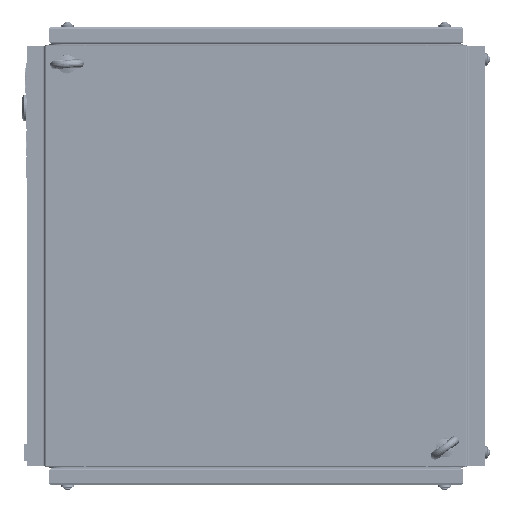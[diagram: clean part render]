
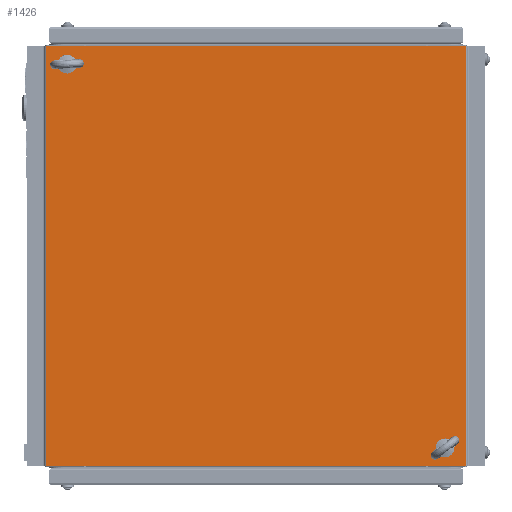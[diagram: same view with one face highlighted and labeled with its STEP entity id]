
A CAD part, front view. The second image highlights one B-rep face of the part: STEP entity #1426.
In plain terms, the highlighted planar face has unit normal (0, -1, 0).
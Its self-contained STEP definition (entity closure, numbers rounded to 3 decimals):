
#1426 = ADVANCED_FACE ( 'NONE', ( #66321, #48678, #72328 ), #2991, .F. ) ;
#2150 = DIRECTION ( 'NONE',  ( 0., -1., 0. ) ) ;
#2400 = LINE ( 'NONE', #71369, #35822 ) ;
#2991 = PLANE ( 'NONE',  #10371 ) ;
#4045 = CARTESIAN_POINT ( 'NONE',  ( 20.8, -20., 0. ) ) ;
#7299 = EDGE_CURVE ( 'NONE', #73771, #12066, #40835, .T. ) ;
#8857 = EDGE_LOOP ( 'NONE', ( #30876, #19764 ) ) ;
#8941 = DIRECTION ( 'NONE',  ( 1., 0., 0. ) ) ;
#9357 = EDGE_CURVE ( 'NONE', #12066, #42556, #2400, .T. ) ;
#10371 = AXIS2_PLACEMENT_3D ( 'NONE', #37472, #42688, #14988 ) ;
#12066 = VERTEX_POINT ( 'NONE', #4045 ) ;
#12573 = DIRECTION ( 'NONE',  ( 1., 0., 0. ) ) ;
#12870 = DIRECTION ( 'NONE',  ( 1., 0., 0. ) ) ;
#14988 = DIRECTION ( 'NONE',  ( -1., 0., 0. ) ) ;
#16078 = LINE ( 'NONE', #61432, #39209 ) ;
#16703 = EDGE_CURVE ( 'NONE', #73771, #18665, #16078, .T. ) ;
#17474 = ORIENTED_EDGE ( 'NONE', *, *, #16703, .F. ) ;
#18665 = VERTEX_POINT ( 'NONE', #42893 ) ;
#19764 = ORIENTED_EDGE ( 'NONE', *, *, #34874, .F. ) ;
#20064 = EDGE_CURVE ( 'NONE', #51173, #60173, #38222, .T. ) ;
#20708 = EDGE_CURVE ( 'NONE', #18665, #42556, #29408, .T. ) ;
#21775 = VERTEX_POINT ( 'NONE', #56082 ) ;
#22427 = DIRECTION ( 'NONE',  ( 1., 0., 0. ) ) ;
#24050 = CARTESIAN_POINT ( 'NONE',  ( 469.2, -20., 0. ) ) ;
#24195 = DIRECTION ( 'NONE',  ( 0., 0., -1. ) ) ;
#24246 = CARTESIAN_POINT ( 'NONE',  ( 38.5, -20., 429.5 ) ) ;
#25286 = DIRECTION ( 'NONE',  ( 1., 0., 0. ) ) ;
#25790 = CARTESIAN_POINT ( 'NONE',  ( 43., -20., 429.5 ) ) ;
#27360 = ORIENTED_EDGE ( 'NONE', *, *, #20064, .F. ) ;
#29408 = LINE ( 'NONE', #64995, #53825 ) ;
#30876 = ORIENTED_EDGE ( 'NONE', *, *, #47510, .F. ) ;
#32016 = CARTESIAN_POINT ( 'NONE',  ( 451.5, -20., 19.5 ) ) ;
#32215 = ORIENTED_EDGE ( 'NONE', *, *, #54741, .F. ) ;
#32616 = VERTEX_POINT ( 'NONE', #24246 ) ;
#34874 = EDGE_CURVE ( 'NONE', #32616, #21775, #67190, .T. ) ;
#35822 = VECTOR ( 'NONE', #25286, 1000. ) ;
#35942 = DIRECTION ( 'NONE',  ( 0., 0., -1. ) ) ;
#37472 = CARTESIAN_POINT ( 'NONE',  ( 19.8, -20., 449. ) ) ;
#37759 = DIRECTION ( 'NONE',  ( 1., 0., 0. ) ) ;
#38222 = CIRCLE ( 'NONE', #47773, 4.5 ) ;
#39209 = VECTOR ( 'NONE', #8941, 1000. ) ;
#40835 = LINE ( 'NONE', #63707, #58774 ) ;
#41259 = CARTESIAN_POINT ( 'NONE',  ( 20.8, -20., 449. ) ) ;
#42037 = AXIS2_PLACEMENT_3D ( 'NONE', #25790, #2150, #37759 ) ;
#42556 = VERTEX_POINT ( 'NONE', #24050 ) ;
#42634 = ORIENTED_EDGE ( 'NONE', *, *, #7299, .T. ) ;
#42688 = DIRECTION ( 'NONE',  ( 0., 1., 0. ) ) ;
#42893 = CARTESIAN_POINT ( 'NONE',  ( 469.2, -20., 449. ) ) ;
#45693 = AXIS2_PLACEMENT_3D ( 'NONE', #69165, #63189, #22427 ) ;
#47510 = EDGE_CURVE ( 'NONE', #21775, #32616, #69414, .T. ) ;
#47773 = AXIS2_PLACEMENT_3D ( 'NONE', #71323, #71691, #12870 ) ;
#47867 = EDGE_LOOP ( 'NONE', ( #32215, #27360 ) ) ;
#48678 = FACE_BOUND ( 'NONE', #47867, .T. ) ;
#51173 = VERTEX_POINT ( 'NONE', #72320 ) ;
#52262 = CARTESIAN_POINT ( 'NONE',  ( 43., -20., 429.5 ) ) ;
#53825 = VECTOR ( 'NONE', #24195, 1000. ) ;
#53840 = AXIS2_PLACEMENT_3D ( 'NONE', #52262, #60107, #12573 ) ;
#53998 = CIRCLE ( 'NONE', #45693, 4.5 ) ;
#54741 = EDGE_CURVE ( 'NONE', #60173, #51173, #53998, .T. ) ;
#54962 = ORIENTED_EDGE ( 'NONE', *, *, #20708, .F. ) ;
#56082 = CARTESIAN_POINT ( 'NONE',  ( 47.5, -20., 429.5 ) ) ;
#58774 = VECTOR ( 'NONE', #35942, 1000. ) ;
#60107 = DIRECTION ( 'NONE',  ( 0., -1., 0. ) ) ;
#60173 = VERTEX_POINT ( 'NONE', #32016 ) ;
#61432 = CARTESIAN_POINT ( 'NONE',  ( 19.8, -20., 449. ) ) ;
#63189 = DIRECTION ( 'NONE',  ( 0., -1., 0. ) ) ;
#63366 = ORIENTED_EDGE ( 'NONE', *, *, #9357, .T. ) ;
#63707 = CARTESIAN_POINT ( 'NONE',  ( 20.8, -20., 449. ) ) ;
#64995 = CARTESIAN_POINT ( 'NONE',  ( 469.2, -20., 449. ) ) ;
#66321 = FACE_BOUND ( 'NONE', #8857, .T. ) ;
#67190 = CIRCLE ( 'NONE', #42037, 4.5 ) ;
#67400 = EDGE_LOOP ( 'NONE', ( #63366, #54962, #17474, #42634 ) ) ;
#69165 = CARTESIAN_POINT ( 'NONE',  ( 447., -20., 19.5 ) ) ;
#69414 = CIRCLE ( 'NONE', #53840, 4.5 ) ;
#71323 = CARTESIAN_POINT ( 'NONE',  ( 447., -20., 19.5 ) ) ;
#71369 = CARTESIAN_POINT ( 'NONE',  ( 19.8, -20., 0. ) ) ;
#71691 = DIRECTION ( 'NONE',  ( 0., -1., 0. ) ) ;
#72320 = CARTESIAN_POINT ( 'NONE',  ( 442.5, -20., 19.5 ) ) ;
#72328 = FACE_OUTER_BOUND ( 'NONE', #67400, .T. ) ;
#73771 = VERTEX_POINT ( 'NONE', #41259 ) ;
